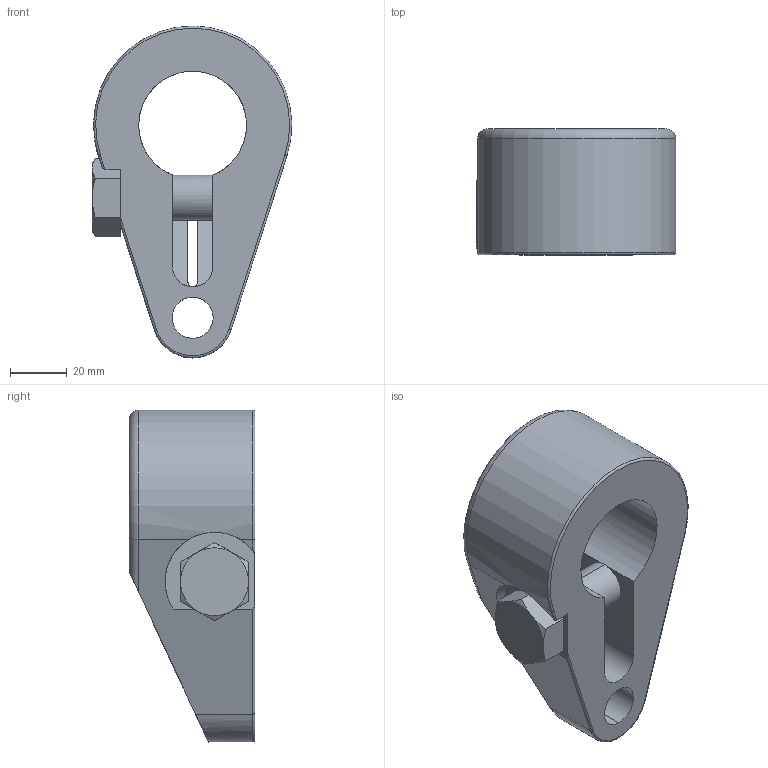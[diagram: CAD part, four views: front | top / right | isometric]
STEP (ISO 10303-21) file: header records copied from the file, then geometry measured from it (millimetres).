
FILE_DESCRIPTION((''),'2;1');
FILE_NAME('ILCM44103200','2006-05-15T',('KR'),(''),'PRO/ENGINEER BY PARAMETRIC TECHNOLOGY CORPORATION, 2004290','PRO/ENGINEER BY PARAMETRIC TECHNOLOGY CORPORATION, 2004290','');
FILE_SCHEMA(('AUTOMOTIVE_DESIGN_CC2 { 1 2 10303 214 -1 1 5 2 }'));
Length unit declared in the file: millimetre
Products named in the file (1): ILCM44103200
Bounding box: 70.52 x 44.45 x 117.35 mm (x, y, z)
Volume: 159156.7 mm3; surface area: 32029.8 mm2
Topology: 1 solids, 1 shells, 51 faces, 135 edges, 85 vertices
Faces by surface type: plane 23, cylinder 19, cone 6, torus 3
Entity records: 2449 total; most frequent: CARTESIAN_POINT 502, ORIENTED_EDGE 270, DIRECTION 236, PRESENTATION_STYLE_ASSIGNMENT 151, STYLED_ITEM 136, CURVE_STYLE 135, EDGE_CURVE 135, COLOUR_RGB 105
